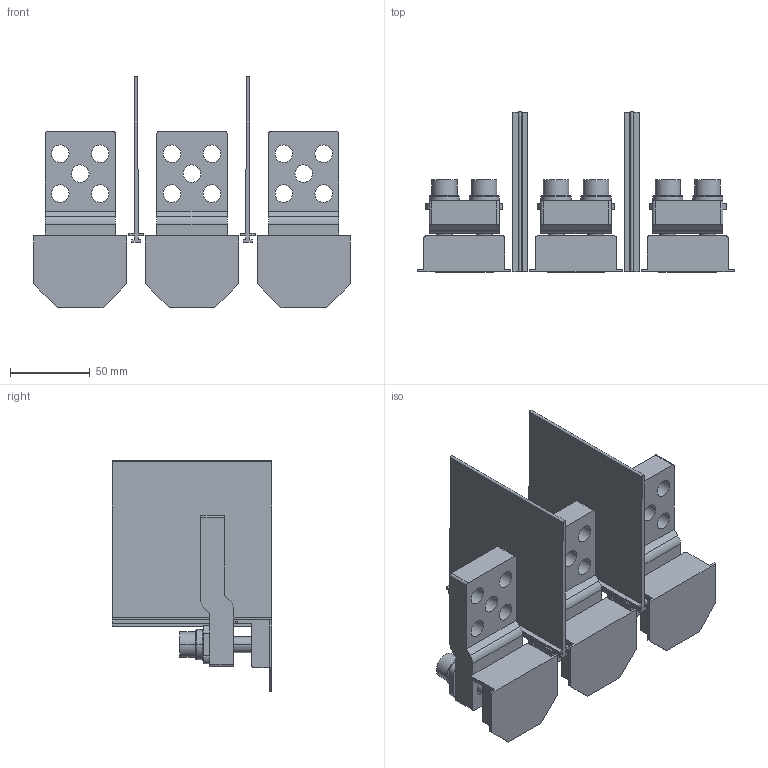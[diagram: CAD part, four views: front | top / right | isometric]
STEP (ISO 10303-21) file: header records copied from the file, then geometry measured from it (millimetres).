
FILE_DESCRIPTION(('CATIA V5 STEP'),'2;1');
FILE_NAME('1SDH001336R0006_E1.2_III_F_TERMINALS_EF_UPPER_UL.stp','2014-09-20T09:20:28+00:00',('none'),('none'),'CATIA Version 5 Release 20 SP 6 (IN-10)','CATIA V5 STEP AP214','none');
FILE_SCHEMA(('AUTOMOTIVE_DESIGN { 1 0 10303 214 1 1 1 1 }'));
Length unit declared in the file: millimetre
Products named in the file (1): E1.2_III_F_TERMINALS_EF_UPPER
Bounding box: 198.5 x 100 x 145 mm (x, y, z)
Volume: 313408 mm3; surface area: 144780 mm2
Topology: 23 solids, 23 shells, 411 faces, 1039 edges, 698 vertices
Faces by surface type: plane 244, cylinder 155, torus 12
Entity records: 12023 total; most frequent: CARTESIAN_POINT 2080, ORIENTED_EDGE 2078, DIRECTION 1723, EDGE_CURVE 1039, VECTOR 701, LINE 701, VERTEX_POINT 698, AXIS2_PLACEMENT_3D 681
